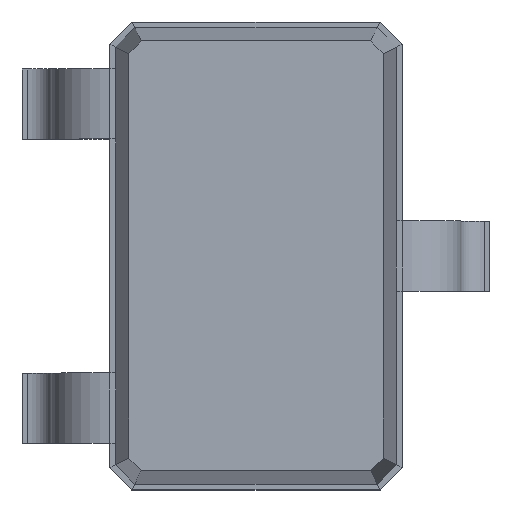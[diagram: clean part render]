
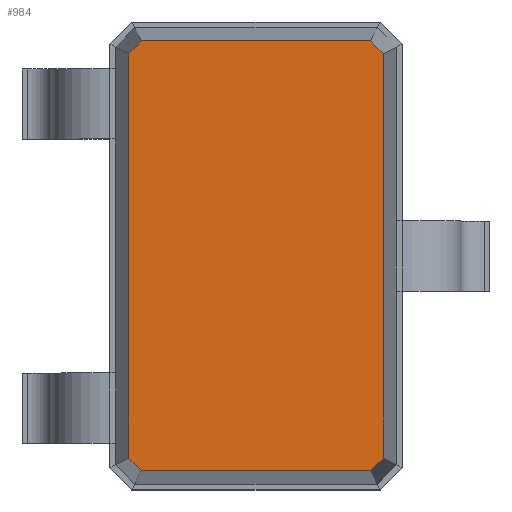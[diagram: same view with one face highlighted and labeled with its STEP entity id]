
A CAD part, top view. The second image highlights one B-rep face of the part: STEP entity #984.
In plain terms, the highlighted planar face has unit normal (0, 0, 1).
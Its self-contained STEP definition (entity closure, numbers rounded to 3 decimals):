
#12=DIRECTION('',(0.,0.,1.));
#26=VECTOR('',#27,1.);
#27=DIRECTION('',(1.,0.,0.));
#50=VECTOR('',#51,1.);
#51=DIRECTION('',(0.707,-0.707,0.));
#57=VECTOR('',#58,1.);
#58=DIRECTION('',(0.,-1.,0.));
#64=VECTOR('',#65,1.);
#65=DIRECTION('',(-0.707,-0.707,0.));
#71=VECTOR('',#72,1.);
#72=DIRECTION('',(-1.,0.,0.));
#78=VECTOR('',#79,1.);
#79=DIRECTION('',(-0.707,0.707,0.));
#85=VECTOR('',#86,1.);
#86=DIRECTION('',(0.,1.,0.));
#90=VECTOR('',#91,1.);
#91=DIRECTION('',(0.707,0.707,0.));
#493=VERTEX_POINT('',#494);
#494=CARTESIAN_POINT('',(0.489,0.919,1.05));
#497=EDGE_CURVE('',#498,#493,#500,.T.);
#498=VERTEX_POINT('',#499);
#499=CARTESIAN_POINT('',(-0.489,0.919,1.05));
#500=LINE('',#499,#26);
#976=VERTEX_POINT('',#977);
#977=CARTESIAN_POINT('',(0.544,0.864,1.05));
#980=EDGE_CURVE('',#493,#976,#981,.T.);
#981=LINE('',#494,#50);
#984=ADVANCED_FACE('',(#985),#1017,.T.);
#985=FACE_BOUND('',#986,.F.);
#986=EDGE_LOOP('',(#987,#988,#989,#994,#999,#1004,#1009,#1014));
#987=ORIENTED_EDGE('',*,*,#497,.T.);
#988=ORIENTED_EDGE('',*,*,#980,.T.);
#989=ORIENTED_EDGE('',*,*,#990,.T.);
#990=EDGE_CURVE('',#976,#991,#993,.T.);
#991=VERTEX_POINT('',#992);
#992=CARTESIAN_POINT('',(0.544,-0.864,1.05));
#993=LINE('',#977,#57);
#994=ORIENTED_EDGE('',*,*,#995,.T.);
#995=EDGE_CURVE('',#991,#996,#998,.T.);
#996=VERTEX_POINT('',#997);
#997=CARTESIAN_POINT('',(0.489,-0.919,1.05));
#998=LINE('',#992,#64);
#999=ORIENTED_EDGE('',*,*,#1000,.T.);
#1000=EDGE_CURVE('',#996,#1001,#1003,.T.);
#1001=VERTEX_POINT('',#1002);
#1002=CARTESIAN_POINT('',(-0.489,-0.919,1.05));
#1003=LINE('',#997,#71);
#1004=ORIENTED_EDGE('',*,*,#1005,.T.);
#1005=EDGE_CURVE('',#1001,#1006,#1008,.T.);
#1006=VERTEX_POINT('',#1007);
#1007=CARTESIAN_POINT('',(-0.544,-0.864,1.05));
#1008=LINE('',#1002,#78);
#1009=ORIENTED_EDGE('',*,*,#1010,.T.);
#1010=EDGE_CURVE('',#1006,#1011,#1013,.T.);
#1011=VERTEX_POINT('',#1012);
#1012=CARTESIAN_POINT('',(-0.544,0.864,1.05));
#1013=LINE('',#1007,#85);
#1014=ORIENTED_EDGE('',*,*,#1015,.T.);
#1015=EDGE_CURVE('',#1011,#498,#1016,.T.);
#1016=LINE('',#1012,#90);
#1017=PLANE('',#1018);
#1018=AXIS2_PLACEMENT_3D('',#499,#12,#1019);
#1019=DIRECTION('',(0.47,-0.883,0.));
